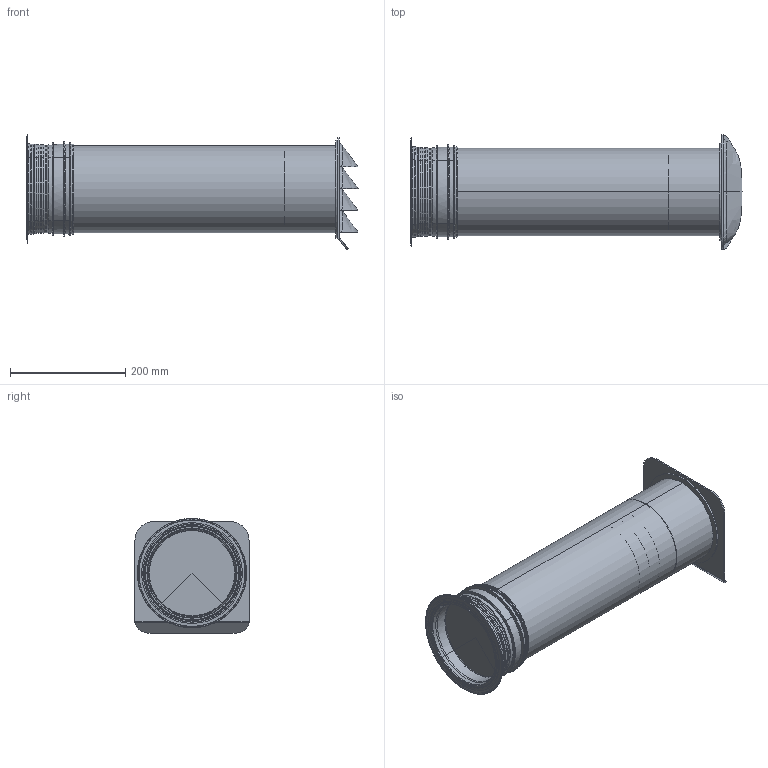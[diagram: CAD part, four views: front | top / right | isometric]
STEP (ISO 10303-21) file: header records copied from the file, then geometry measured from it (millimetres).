
FILE_DESCRIPTION(('STEP AP214'),'1');
FILE_NAME('4051066_V P-E-Jal Col 150 Mauerkasten inkl. Thermobox.STP','2023-08-04T09:48:38',(' '),(' '),'Spatial InterOp 3D',' ',' ');
FILE_SCHEMA(('AUTOMOTIVE_DESIGN { 1 0 10303 214 1 1 1 1 }'));
Length unit declared in the file: millimetre
Products named in the file (9): ASSEM1; 4051066_V P-E-Jal Col 150 Mauerkasten inkl. Thermobox
Assembly tree (8 placements, depth 3):
  4051066_V P-E-Jal Col 150 Mauerkasten inkl. Thermobox
    (unnamed)
      ASSEM1
    (unnamed)
      ASSEM1
    (unnamed)
      ASSEM1
    (unnamed)
      ASSEM1
Bounding box: 576.86 x 198.36 x 199.93 mm (x, y, z)
Volume: 1760080.4 mm3; surface area: 938898.7 mm2
Topology: 4 solids, 4 shells, 2913 faces, 7924 edges, 5017 vertices
Faces by surface type: bspline 844, plane 677, cylinder 572, revolution 310, torus 300, cone 162, extrusion 40, sphere 8
Entity records: 175893 total; most frequent: CARTESIAN_POINT 112864, ORIENTED_EDGE 15772, DIRECTION 8720, EDGE_CURVE 7886, VERTEX_POINT 5017, B_SPLINE_CURVE_WITH_KNOTS 4997, AXIS2_PLACEMENT_3D 3403, EDGE_LOOP 3035
